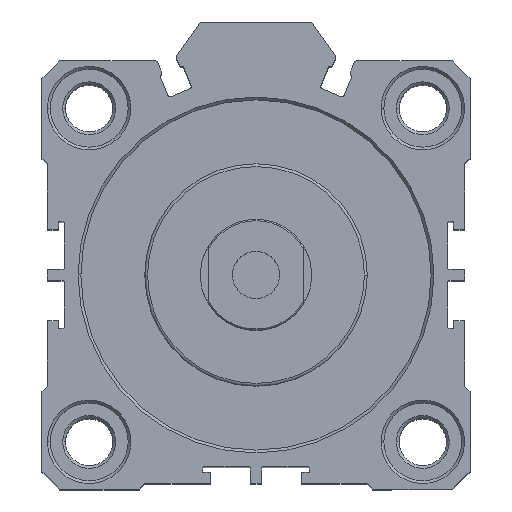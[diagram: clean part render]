
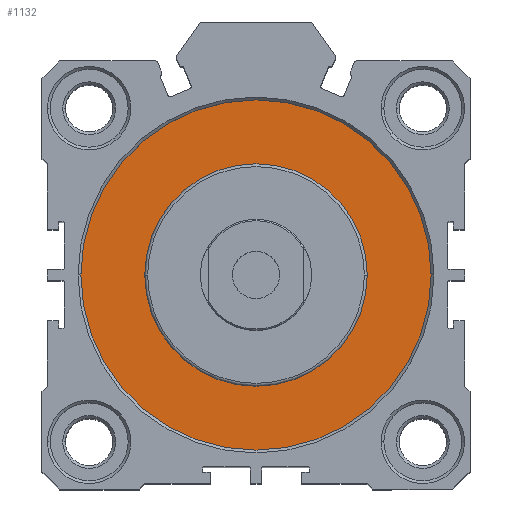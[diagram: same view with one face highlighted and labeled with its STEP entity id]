
A CAD part, top view. The second image highlights one B-rep face of the part: STEP entity #1132.
In plain terms, the highlighted planar face has unit normal (0, 0, 1).
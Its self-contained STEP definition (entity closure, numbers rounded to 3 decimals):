
#105 = CARTESIAN_POINT ( 'NONE',  ( 0., 0., 42.8 ) ) ;
#120 = AXIS2_PLACEMENT_3D ( 'NONE', #105, #4449, #737 ) ;
#280 = EDGE_CURVE ( 'NONE', #1786, #5800, #5374, .T. ) ;
#314 = CARTESIAN_POINT ( 'NONE',  ( 20., 0., 42.8 ) ) ;
#333 = DIRECTION ( 'NONE',  ( 1., 0., 0. ) ) ;
#737 = DIRECTION ( 'NONE',  ( 1., 0., 0. ) ) ;
#758 = EDGE_CURVE ( 'NONE', #5800, #1786, #2208, .T. ) ;
#899 = CIRCLE ( 'NONE', #1870, 20. ) ;
#1132 = ADVANCED_FACE ( 'NONE', ( #5867, #2781 ), #4444, .T. ) ;
#1372 = ORIENTED_EDGE ( 'NONE', *, *, #758, .T. ) ;
#1411 = DIRECTION ( 'NONE',  ( 0., 0., 1. ) ) ;
#1713 = ORIENTED_EDGE ( 'NONE', *, *, #2182, .F. ) ;
#1786 = VERTEX_POINT ( 'NONE', #6858 ) ;
#1870 = AXIS2_PLACEMENT_3D ( 'NONE', #7169, #3477, #7786 ) ;
#2182 = EDGE_CURVE ( 'NONE', #5917, #5154, #4965, .T. ) ;
#2208 = CIRCLE ( 'NONE', #4621, 31.5 ) ;
#2781 = FACE_OUTER_BOUND ( 'NONE', #7208, .T. ) ;
#3230 = DIRECTION ( 'NONE',  ( 1., 0., 0. ) ) ;
#3477 = DIRECTION ( 'NONE',  ( 0., 0., 1. ) ) ;
#3567 = EDGE_CURVE ( 'NONE', #5154, #5917, #899, .T. ) ;
#4049 = DIRECTION ( 'NONE',  ( 0., 0., 1. ) ) ;
#4111 = AXIS2_PLACEMENT_3D ( 'NONE', #7744, #4049, #333 ) ;
#4425 = CARTESIAN_POINT ( 'NONE',  ( -20., 0., 42.8 ) ) ;
#4444 = PLANE ( 'NONE',  #5468 ) ;
#4449 = DIRECTION ( 'NONE',  ( 0., 0., 1. ) ) ;
#4621 = AXIS2_PLACEMENT_3D ( 'NONE', #5116, #1411, #5738 ) ;
#4965 = CIRCLE ( 'NONE', #120, 20. ) ;
#5116 = CARTESIAN_POINT ( 'NONE',  ( 0., 0., 42.8 ) ) ;
#5154 = VERTEX_POINT ( 'NONE', #4425 ) ;
#5374 = CIRCLE ( 'NONE', #4111, 31.5 ) ;
#5468 = AXIS2_PLACEMENT_3D ( 'NONE', #5680, #6915, #3230 ) ;
#5598 = ORIENTED_EDGE ( 'NONE', *, *, #3567, .F. ) ;
#5680 = CARTESIAN_POINT ( 'NONE',  ( 0., 0., 42.8 ) ) ;
#5738 = DIRECTION ( 'NONE',  ( 1., 0., 0. ) ) ;
#5800 = VERTEX_POINT ( 'NONE', #6376 ) ;
#5867 = FACE_BOUND ( 'NONE', #6407, .T. ) ;
#5917 = VERTEX_POINT ( 'NONE', #314 ) ;
#6376 = CARTESIAN_POINT ( 'NONE',  ( -31.5, 0., 42.8 ) ) ;
#6407 = EDGE_LOOP ( 'NONE', ( #5598, #1713 ) ) ;
#6858 = CARTESIAN_POINT ( 'NONE',  ( 31.5, 0., 42.8 ) ) ;
#6915 = DIRECTION ( 'NONE',  ( 0., 0., 1. ) ) ;
#7169 = CARTESIAN_POINT ( 'NONE',  ( 0., 0., 42.8 ) ) ;
#7208 = EDGE_LOOP ( 'NONE', ( #7522, #1372 ) ) ;
#7522 = ORIENTED_EDGE ( 'NONE', *, *, #280, .T. ) ;
#7744 = CARTESIAN_POINT ( 'NONE',  ( 0., 0., 42.8 ) ) ;
#7786 = DIRECTION ( 'NONE',  ( 1., 0., 0. ) ) ;
